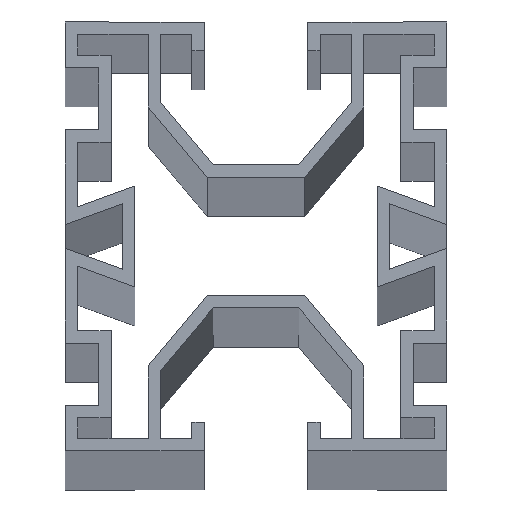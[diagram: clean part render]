
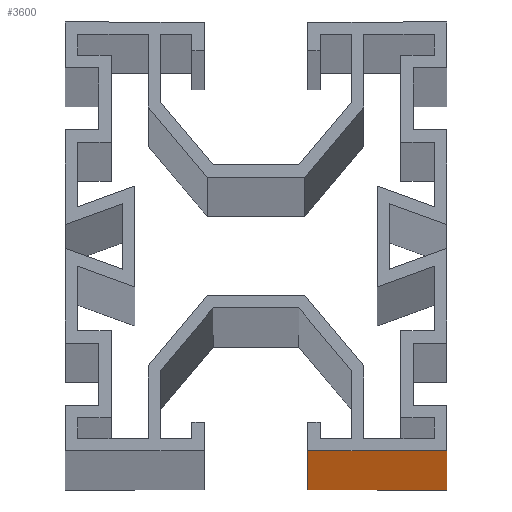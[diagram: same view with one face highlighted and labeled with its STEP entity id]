
A CAD part, top view. The second image highlights one B-rep face of the part: STEP entity #3600.
In plain terms, the highlighted planar face has unit normal (0, -1, 0).
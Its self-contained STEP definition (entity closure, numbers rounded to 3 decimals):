
#234 = DIRECTION ( 'NONE',  ( 0., 1., 0. ) ) ;
#256 = AXIS2_PLACEMENT_3D ( 'NONE', #2714, #234, #3116 ) ;
#344 = CARTESIAN_POINT ( 'NONE',  ( 5.425, -22.5, 1175. ) ) ;
#585 = VERTEX_POINT ( 'NONE', #2230 ) ;
#607 = ORIENTED_EDGE ( 'NONE', *, *, #2265, .F. ) ;
#754 = CARTESIAN_POINT ( 'NONE',  ( 5.425, -22.5, 1175. ) ) ;
#885 = VERTEX_POINT ( 'NONE', #754 ) ;
#1080 = ORIENTED_EDGE ( 'NONE', *, *, #2600, .F. ) ;
#1187 = EDGE_CURVE ( 'NONE', #885, #585, #2946, .T. ) ;
#1330 = ORIENTED_EDGE ( 'NONE', *, *, #1697, .T. ) ;
#1383 = EDGE_LOOP ( 'NONE', ( #607, #1080, #1959, #1330 ) ) ;
#1498 = CARTESIAN_POINT ( 'NONE',  ( 20., -22.5, -1175. ) ) ;
#1697 = EDGE_CURVE ( 'NONE', #585, #2311, #4292, .T. ) ;
#1750 = CARTESIAN_POINT ( 'NONE',  ( 16.868, -22.5, 1175. ) ) ;
#1794 = LINE ( 'NONE', #1750, #3490 ) ;
#1830 = CARTESIAN_POINT ( 'NONE',  ( 20., -22.5, 1175. ) ) ;
#1957 = PLANE ( 'NONE',  #256 ) ;
#1959 = ORIENTED_EDGE ( 'NONE', *, *, #1187, .T. ) ;
#2173 = DIRECTION ( 'NONE',  ( 0., 0., -1. ) ) ;
#2230 = CARTESIAN_POINT ( 'NONE',  ( 5.425, -22.5, -1175. ) ) ;
#2265 = EDGE_CURVE ( 'NONE', #3939, #2311, #3656, .T. ) ;
#2289 = FACE_OUTER_BOUND ( 'NONE', #1383, .T. ) ;
#2311 = VERTEX_POINT ( 'NONE', #1498 ) ;
#2586 = DIRECTION ( 'NONE',  ( 0., 0., -1. ) ) ;
#2600 = EDGE_CURVE ( 'NONE', #885, #3939, #1794, .T. ) ;
#2713 = VECTOR ( 'NONE', #2586, 1000. ) ;
#2714 = CARTESIAN_POINT ( 'NONE',  ( 20., -22.5, 1175. ) ) ;
#2946 = LINE ( 'NONE', #344, #3760 ) ;
#3116 = DIRECTION ( 'NONE',  ( -1., 0., 0. ) ) ;
#3474 = DIRECTION ( 'NONE',  ( 1., 0., 0. ) ) ;
#3490 = VECTOR ( 'NONE', #3474, 1000. ) ;
#3600 = ADVANCED_FACE ( 'NONE', ( #2289 ), #1957, .F. ) ;
#3622 = CARTESIAN_POINT ( 'NONE',  ( 20., -22.5, -1175. ) ) ;
#3656 = LINE ( 'NONE', #4400, #2713 ) ;
#3760 = VECTOR ( 'NONE', #2173, 1000. ) ;
#3939 = VERTEX_POINT ( 'NONE', #1830 ) ;
#4069 = VECTOR ( 'NONE', #4347, 1000. ) ;
#4292 = LINE ( 'NONE', #3622, #4069 ) ;
#4347 = DIRECTION ( 'NONE',  ( 1., 0., 0. ) ) ;
#4400 = CARTESIAN_POINT ( 'NONE',  ( 20., -22.5, 1175. ) ) ;
